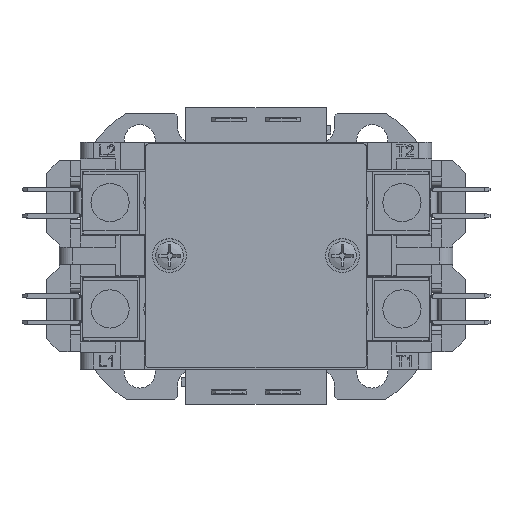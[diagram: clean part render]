
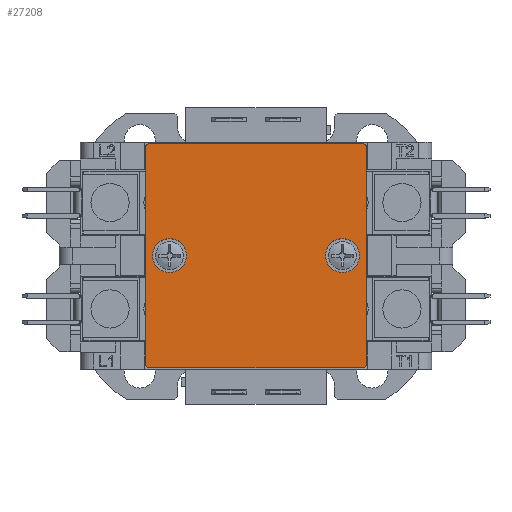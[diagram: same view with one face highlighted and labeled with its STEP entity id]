
A CAD part, top view. The second image highlights one B-rep face of the part: STEP entity #27208.
In plain terms, the highlighted planar face has unit normal (0, 0, 1).
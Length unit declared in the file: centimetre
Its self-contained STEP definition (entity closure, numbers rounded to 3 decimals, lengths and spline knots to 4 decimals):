
#282=FACE_BOUND($,#9897,.T.);
#283=FACE_BOUND($,#9898,.T.);
#284=FACE_BOUND($,#9899,.T.);
#3399=LINE($,#46531,#6255);
#3403=LINE($,#46538,#6259);
#3429=LINE($,#46607,#6285);
#3430=LINE($,#46612,#6286);
#6255=VECTOR($,#35904,3.777);
#6259=VECTOR($,#35910,3.777);
#6285=VECTOR($,#35988,3.82);
#6286=VECTOR($,#35995,3.82);
#7213=PLANE($,#29208);
#9897=EDGE_LOOP($,(#24254));
#9898=EDGE_LOOP($,(#24255,#24256,#24257,#24258,#24259,#24260,#24261,#24262));
#9899=EDGE_LOOP($,(#24263));
#10638=CIRCLE($,#29181,0.3);
#10641=CIRCLE($,#29186,0.3);
#10643=CIRCLE($,#29202,0.08);
#10644=CIRCLE($,#29204,0.08);
#10645=CIRCLE($,#29207,0.08);
#10646=CIRCLE($,#29209,0.08);
#13271=VERTEX_POINT($,#46528);
#13272=VERTEX_POINT($,#46530);
#13273=VERTEX_POINT($,#46534);
#13274=VERTEX_POINT($,#46536);
#13275=VERTEX_POINT($,#46540);
#13278=VERTEX_POINT($,#46548);
#13289=VERTEX_POINT($,#46596);
#13290=VERTEX_POINT($,#46600);
#13291=VERTEX_POINT($,#46604);
#13292=VERTEX_POINT($,#46611);
#16965=EDGE_CURVE($,#13271,#13272,#3399,.T.);
#16969=EDGE_CURVE($,#13274,#13273,#3403,.T.);
#16970=EDGE_CURVE($,#13275,#13275,#10638,.T.);
#16973=EDGE_CURVE($,#13278,#13278,#10641,.T.);
#16996=EDGE_CURVE($,#13272,#13289,#10643,.T.);
#16998=EDGE_CURVE($,#13290,#13271,#10644,.T.);
#17002=EDGE_CURVE($,#13289,#13291,#3429,.T.);
#17003=EDGE_CURVE($,#13291,#13274,#10645,.T.);
#17004=EDGE_CURVE($,#13292,#13290,#3430,.T.);
#17005=EDGE_CURVE($,#13273,#13292,#10646,.T.);
#24254=ORIENTED_EDGE($,*,*,#16973,.T.);
#24255=ORIENTED_EDGE($,*,*,#16965,.F.);
#24256=ORIENTED_EDGE($,*,*,#16998,.F.);
#24257=ORIENTED_EDGE($,*,*,#17004,.F.);
#24258=ORIENTED_EDGE($,*,*,#17005,.F.);
#24259=ORIENTED_EDGE($,*,*,#16969,.F.);
#24260=ORIENTED_EDGE($,*,*,#17003,.F.);
#24261=ORIENTED_EDGE($,*,*,#17002,.F.);
#24262=ORIENTED_EDGE($,*,*,#16996,.F.);
#24263=ORIENTED_EDGE($,*,*,#16970,.T.);
#27208=ADVANCED_FACE($,(#282,#283,#284),#7213,.T.);
#29181=AXIS2_PLACEMENT_3D($,#46541,#35913,#35914);
#29186=AXIS2_PLACEMENT_3D($,#46549,#35923,#35924);
#29202=AXIS2_PLACEMENT_3D($,#46597,#35976,#35977);
#29204=AXIS2_PLACEMENT_3D($,#46601,#35981,#35982);
#29207=AXIS2_PLACEMENT_3D($,#46609,#35991,#35992);
#29208=AXIS2_PLACEMENT_3D($,#46610,#35993,#35994);
#29209=AXIS2_PLACEMENT_3D($,#46613,#35996,#35997);
#35904=DIRECTION($,(1.,0.,0.));
#35910=DIRECTION($,(-1.,0.,0.));
#35913=DIRECTION('center_axis',(0.,0.,
-1.));
#35914=DIRECTION('ref_axis',(1.,0.,0.));
#35923=DIRECTION('center_axis',(0.,0.,
-1.));
#35924=DIRECTION('ref_axis',(1.,0.,0.));
#35976=DIRECTION('center_axis',(0.,0.,
-1.));
#35977=DIRECTION('ref_axis',(0.707,0.707,0.));
#35981=DIRECTION('center_axis',(0.,0.,
-1.));
#35982=DIRECTION('ref_axis',(-0.707,0.707,0.));
#35988=DIRECTION($,(0.,-1.,0.));
#35991=DIRECTION('center_axis',(0.,0.,
-1.));
#35992=DIRECTION('ref_axis',(0.707,-0.707,0.));
#35993=DIRECTION('center_axis',(0.,0.,
1.));
#35994=DIRECTION('ref_axis',(1.,0.,0.));
#35995=DIRECTION($,(0.,1.,0.));
#35996=DIRECTION('center_axis',(0.,0.,
-1.));
#35997=DIRECTION('ref_axis',(-0.707,-0.707,0.));
#46528=CARTESIAN_POINT('',(-1.8885,1.99,6.625));
#46530=CARTESIAN_POINT('',(1.8885,1.99,6.625));
#46531=CARTESIAN_POINT($,(-1.9685,1.99,6.625));
#46534=CARTESIAN_POINT('',(-1.8885,-1.99,6.625));
#46536=CARTESIAN_POINT('',(1.8885,-1.99,6.625));
#46538=CARTESIAN_POINT($,(1.9685,-1.99,6.625));
#46540=CARTESIAN_POINT('',(-1.235,0.,6.625));
#46541=CARTESIAN_POINT('Origin',(-1.535,0.,6.625));
#46548=CARTESIAN_POINT('',(1.835,0.,6.625));
#46549=CARTESIAN_POINT('Origin',(1.535,0.,6.625));
#46596=CARTESIAN_POINT('',(1.9685,1.91,6.625));
#46597=CARTESIAN_POINT('Origin',(1.8885,1.91,6.625));
#46600=CARTESIAN_POINT('',(-1.9685,1.91,6.625));
#46601=CARTESIAN_POINT('Origin',(-1.8885,1.91,6.625));
#46604=CARTESIAN_POINT('',(1.9685,-1.91,6.625));
#46607=CARTESIAN_POINT($,(1.9685,1.99,6.625));
#46609=CARTESIAN_POINT('Origin',(1.8885,-1.91,6.625));
#46610=CARTESIAN_POINT('Origin',(0.,0.,
6.625));
#46611=CARTESIAN_POINT('',(-1.9685,-1.91,6.625));
#46612=CARTESIAN_POINT($,(-1.9685,-1.99,6.625));
#46613=CARTESIAN_POINT('Origin',(-1.8885,-1.91,6.625));
